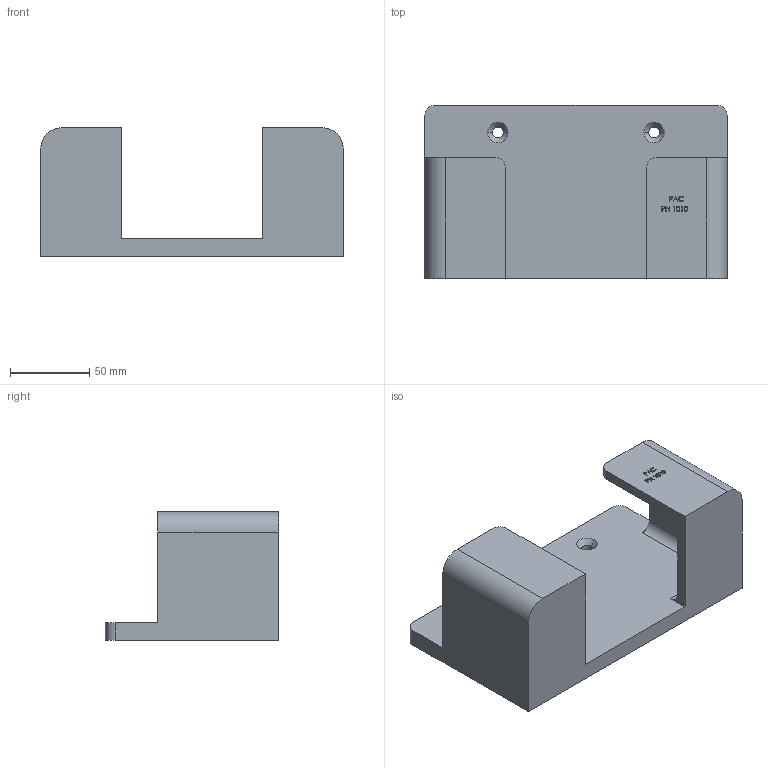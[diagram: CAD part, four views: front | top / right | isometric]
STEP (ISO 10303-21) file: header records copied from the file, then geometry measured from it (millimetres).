
FILE_DESCRIPTION (( 'STEP AP203' ), '1' );
FILE_NAME ('1010.STEP', '2013-11-21T18:35:14', ( 'jgonzalez' ), ( '' ), 'SwSTEP 2.0', 'SolidWorks 2010', '' );
FILE_SCHEMA (( 'CONFIG_CONTROL_DESIGN' ));
Length unit declared in the file: inch
Products named in the file (1): 1010
Bounding box: 190.5 x 109.22 x 81.09 mm (x, y, z)
Volume: 375884.8 mm3; surface area: 93791.6 mm2
Topology: 1 solids, 1 shells, 150 faces, 390 edges, 252 vertices
Faces by surface type: plane 83, bspline 39, cylinder 20, cone 4, sphere 4
Entity records: 7227 total; most frequent: CARTESIAN_POINT 3716, ORIENTED_EDGE 772, DIRECTION 576, EDGE_CURVE 386, VECTOR 264, LINE 264, VERTEX_POINT 252, EDGE_LOOP 168
